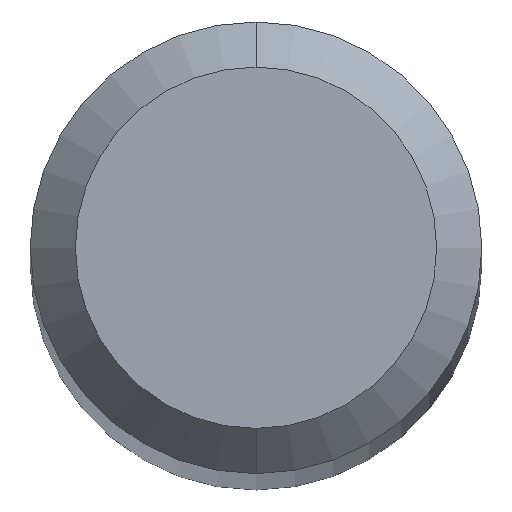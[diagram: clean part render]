
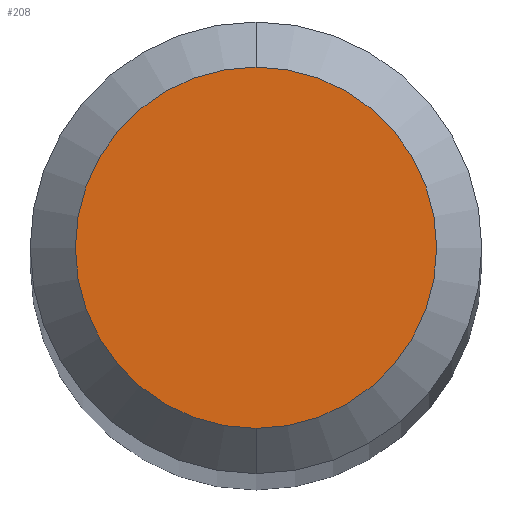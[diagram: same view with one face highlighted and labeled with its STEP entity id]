
A CAD part, top view. The second image highlights one B-rep face of the part: STEP entity #208.
In plain terms, the highlighted planar face has unit normal (0, 0, 1).
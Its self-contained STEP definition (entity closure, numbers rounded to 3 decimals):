
#15 = CARTESIAN_POINT ( 'NONE',  ( 0., 1.463, 0. ) ) ;
#37 = CIRCLE ( 'NONE', #149, 1.463 ) ;
#40 = DIRECTION ( 'NONE',  ( 0., 0., 1. ) ) ;
#47 = DIRECTION ( 'NONE',  ( 0., 0., -1. ) ) ;
#60 = ORIENTED_EDGE ( 'NONE', *, *, #114, .T. ) ;
#73 = ORIENTED_EDGE ( 'NONE', *, *, #200, .T. ) ;
#74 = CIRCLE ( 'NONE', #164, 1.463 ) ;
#76 = VERTEX_POINT ( 'NONE', #15 ) ;
#78 = VERTEX_POINT ( 'NONE', #179 ) ;
#97 = DIRECTION ( 'NONE',  ( 0., 1., 0. ) ) ;
#99 = CARTESIAN_POINT ( 'NONE',  ( 0., 0., 0. ) ) ;
#114 = EDGE_CURVE ( 'NONE', #76, #78, #74, .T. ) ;
#132 = PLANE ( 'NONE',  #162 ) ;
#149 = AXIS2_PLACEMENT_3D ( 'NONE', #204, #197, #97 ) ;
#152 = CARTESIAN_POINT ( 'NONE',  ( 0., 1.829, 0. ) ) ;
#155 = DIRECTION ( 'NONE',  ( 0., 1., 0. ) ) ;
#162 = AXIS2_PLACEMENT_3D ( 'NONE', #152, #47, #167 ) ;
#164 = AXIS2_PLACEMENT_3D ( 'NONE', #99, #40, #155 ) ;
#167 = DIRECTION ( 'NONE',  ( 0., 1., 0. ) ) ;
#179 = CARTESIAN_POINT ( 'NONE',  ( 0., -1.463, 0. ) ) ;
#196 = EDGE_LOOP ( 'NONE', ( #60, #73 ) ) ;
#197 = DIRECTION ( 'NONE',  ( 0., 0., 1. ) ) ;
#200 = EDGE_CURVE ( 'NONE', #78, #76, #37, .T. ) ;
#203 = FACE_OUTER_BOUND ( 'NONE', #196, .T. ) ;
#204 = CARTESIAN_POINT ( 'NONE',  ( 0., 0., 0. ) ) ;
#208 = ADVANCED_FACE ( 'NONE', ( #203 ), #132, .F. ) ;
